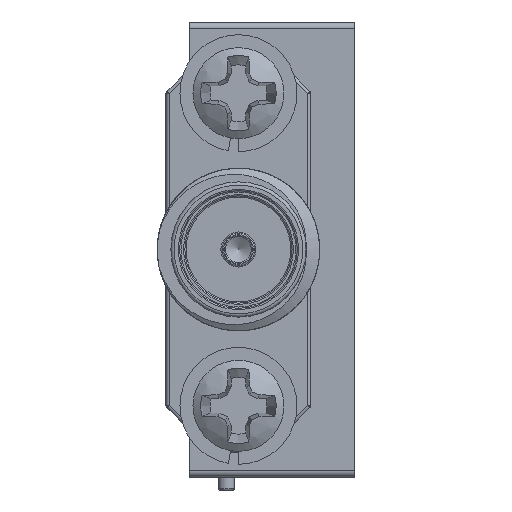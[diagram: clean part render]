
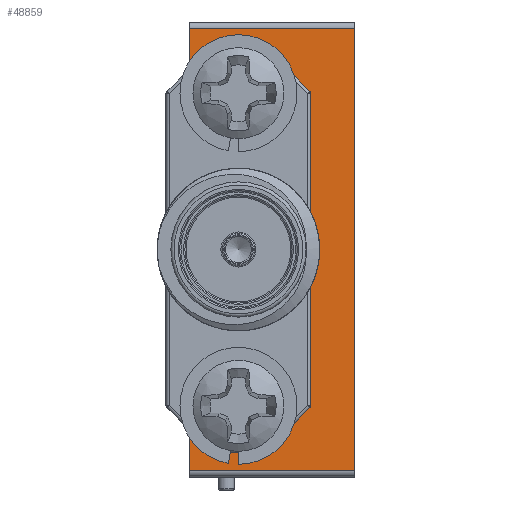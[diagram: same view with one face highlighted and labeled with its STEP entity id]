
A CAD part, left-side view. The second image highlights one B-rep face of the part: STEP entity #48859.
In plain terms, the highlighted planar face has unit normal (-1, 0, 0).
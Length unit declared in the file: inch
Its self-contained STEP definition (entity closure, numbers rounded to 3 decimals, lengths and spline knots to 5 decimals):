
#2001 = FACE_BOUND ( 'NONE', #27894, .T. ) ;
#4281 = CARTESIAN_POINT ( 'NONE',  ( 0., -0.03, 0.16 ) ) ;
#4826 = DIRECTION ( 'NONE',  ( 0., 0., 1. ) ) ;
#4950 = LINE ( 'NONE', #6310, #122570 ) ;
#6310 = CARTESIAN_POINT ( 'NONE',  ( 0., -0.03, 0.16 ) ) ;
#6880 = AXIS2_PLACEMENT_3D ( 'NONE', #41424, #11022, #82042 ) ;
#7473 = CARTESIAN_POINT ( 'NONE',  ( 0., -0.106, 0.1035 ) ) ;
#9637 = CARTESIAN_POINT ( 'NONE',  ( 0., -0.03, -0.372 ) ) ;
#10794 = CARTESIAN_POINT ( 'NONE',  ( 0., -0.178, 0.012 ) ) ;
#11022 = DIRECTION ( 'NONE',  ( -1., 0., 0. ) ) ;
#13028 = VECTOR ( 'NONE', #32235, 39.37008 ) ;
#15959 = EDGE_CURVE ( 'NONE', #21680, #50943, #121136, .T. ) ;
#16430 = DIRECTION ( 'NONE',  ( 0., 1., 0. ) ) ;
#16879 = VERTEX_POINT ( 'NONE', #58404 ) ;
#18412 = LINE ( 'NONE', #91358, #47070 ) ;
#18435 = DIRECTION ( 'NONE',  ( 0., 1., 0. ) ) ;
#18460 = ORIENTED_EDGE ( 'NONE', *, *, #63084, .T. ) ;
#21680 = VERTEX_POINT ( 'NONE', #88997 ) ;
#24393 = DIRECTION ( 'NONE',  ( -1., 0., 0. ) ) ;
#25724 = CARTESIAN_POINT ( 'NONE',  ( 0., -0.285, -0.53 ) ) ;
#26200 = DIRECTION ( 'NONE',  ( 0., 0., 1. ) ) ;
#26310 = VERTEX_POINT ( 'NONE', #111571 ) ;
#26588 = DIRECTION ( 'NONE',  ( 0., -1., 0. ) ) ;
#26680 = VERTEX_POINT ( 'NONE', #45597 ) ;
#27894 = EDGE_LOOP ( 'NONE', ( #75524 ) ) ;
#28217 = VERTEX_POINT ( 'NONE', #100535 ) ;
#29908 = LINE ( 'NONE', #9637, #67145 ) ;
#32235 = DIRECTION ( 'NONE',  ( 0., -1., 0. ) ) ;
#34839 = ORIENTED_EDGE ( 'NONE', *, *, #103471, .T. ) ;
#37105 = CIRCLE ( 'NONE', #6880, 0.043 ) ;
#39901 = EDGE_CURVE ( 'NONE', #109242, #59359, #4950, .T. ) ;
#41424 = CARTESIAN_POINT ( 'NONE',  ( 0., -0.106, -0.4205 ) ) ;
#45597 = CARTESIAN_POINT ( 'NONE',  ( 0., -0.03, 0.012 ) ) ;
#46264 = CARTESIAN_POINT ( 'NONE',  ( 0., -0.285, -0.52 ) ) ;
#47070 = VECTOR ( 'NONE', #131807, 39.37008 ) ;
#48859 = ADVANCED_FACE ( 'NONE', ( #2001, #74389, #115456 ), #95224, .T. ) ;
#50943 = VERTEX_POINT ( 'NONE', #112498 ) ;
#52326 = ORIENTED_EDGE ( 'NONE', *, *, #89508, .T. ) ;
#55574 = CARTESIAN_POINT ( 'NONE',  ( 0., -0.106, 0.0605 ) ) ;
#58404 = CARTESIAN_POINT ( 'NONE',  ( 0., -0.178, -0.372 ) ) ;
#59359 = VERTEX_POINT ( 'NONE', #4281 ) ;
#61336 = EDGE_CURVE ( 'NONE', #50943, #109242, #118290, .T. ) ;
#61369 = EDGE_CURVE ( 'NONE', #77190, #77190, #87322, .T. ) ;
#63084 = EDGE_CURVE ( 'NONE', #26310, #21680, #83977, .T. ) ;
#63344 = VERTEX_POINT ( 'NONE', #10794 ) ;
#63390 = LINE ( 'NONE', #115318, #13028 ) ;
#67145 = VECTOR ( 'NONE', #18435, 39.37008 ) ;
#74389 = FACE_BOUND ( 'NONE', #88631, .T. ) ;
#74805 = VECTOR ( 'NONE', #26588, 39.37008 ) ;
#75524 = ORIENTED_EDGE ( 'NONE', *, *, #129984, .F. ) ;
#75567 = EDGE_CURVE ( 'NONE', #26680, #63344, #63390, .T. ) ;
#76380 = DIRECTION ( 'NONE',  ( -1., 0., 0. ) ) ;
#76664 = VECTOR ( 'NONE', #116954, 39.37008 ) ;
#77190 = VERTEX_POINT ( 'NONE', #7473 ) ;
#79204 = ORIENTED_EDGE ( 'NONE', *, *, #116592, .T. ) ;
#82042 = DIRECTION ( 'NONE',  ( 0., 0., 1. ) ) ;
#83977 = LINE ( 'NONE', #94730, #85760 ) ;
#85760 = VECTOR ( 'NONE', #125071, 39.37008 ) ;
#87322 = CIRCLE ( 'NONE', #93832, 0.043 ) ;
#87777 = CARTESIAN_POINT ( 'NONE',  ( 0., -0.285, -0.53 ) ) ;
#87863 = CARTESIAN_POINT ( 'NONE',  ( 0., -0.178, 0.002 ) ) ;
#88631 = EDGE_LOOP ( 'NONE', ( #98010 ) ) ;
#88997 = CARTESIAN_POINT ( 'NONE',  ( 0., -0.03, -0.52 ) ) ;
#89508 = EDGE_CURVE ( 'NONE', #63344, #16879, #128907, .T. ) ;
#89775 = CARTESIAN_POINT ( 'NONE',  ( 0., -0.285, 0.16 ) ) ;
#89816 = ORIENTED_EDGE ( 'NONE', *, *, #39901, .T. ) ;
#91358 = CARTESIAN_POINT ( 'NONE',  ( 0., -0.03, 0.17 ) ) ;
#93832 = AXIS2_PLACEMENT_3D ( 'NONE', #55574, #24393, #4826 ) ;
#94730 = CARTESIAN_POINT ( 'NONE',  ( 0., -0.03, -0.362 ) ) ;
#95224 = PLANE ( 'NONE',  #104802 ) ;
#98010 = ORIENTED_EDGE ( 'NONE', *, *, #61369, .F. ) ;
#98929 = ORIENTED_EDGE ( 'NONE', *, *, #15959, .T. ) ;
#99318 = DIRECTION ( 'NONE',  ( 0., 0., -1. ) ) ;
#100535 = CARTESIAN_POINT ( 'NONE',  ( 0., -0.106, -0.3775 ) ) ;
#103471 = EDGE_CURVE ( 'NONE', #59359, #26680, #18412, .T. ) ;
#104802 = AXIS2_PLACEMENT_3D ( 'NONE', #87777, #76380, #26200 ) ;
#106474 = VECTOR ( 'NONE', #99318, 39.37008 ) ;
#106950 = ORIENTED_EDGE ( 'NONE', *, *, #75567, .T. ) ;
#109242 = VERTEX_POINT ( 'NONE', #89775 ) ;
#110092 = ORIENTED_EDGE ( 'NONE', *, *, #61336, .T. ) ;
#111571 = CARTESIAN_POINT ( 'NONE',  ( 0., -0.03, -0.372 ) ) ;
#112498 = CARTESIAN_POINT ( 'NONE',  ( 0., -0.285, -0.52 ) ) ;
#115318 = CARTESIAN_POINT ( 'NONE',  ( 0., -0.178, 0.012 ) ) ;
#115456 = FACE_OUTER_BOUND ( 'NONE', #131720, .T. ) ;
#116592 = EDGE_CURVE ( 'NONE', #16879, #26310, #29908, .T. ) ;
#116954 = DIRECTION ( 'NONE',  ( 0., 0., 1. ) ) ;
#118290 = LINE ( 'NONE', #25724, #76664 ) ;
#121136 = LINE ( 'NONE', #46264, #74805 ) ;
#122570 = VECTOR ( 'NONE', #16430, 39.37008 ) ;
#125071 = DIRECTION ( 'NONE',  ( 0., 0., -1. ) ) ;
#128907 = LINE ( 'NONE', #87863, #106474 ) ;
#129984 = EDGE_CURVE ( 'NONE', #28217, #28217, #37105, .T. ) ;
#131720 = EDGE_LOOP ( 'NONE', ( #52326, #79204, #18460, #98929, #110092, #89816, #34839, #106950 ) ) ;
#131807 = DIRECTION ( 'NONE',  ( 0., 0., -1. ) ) ;
